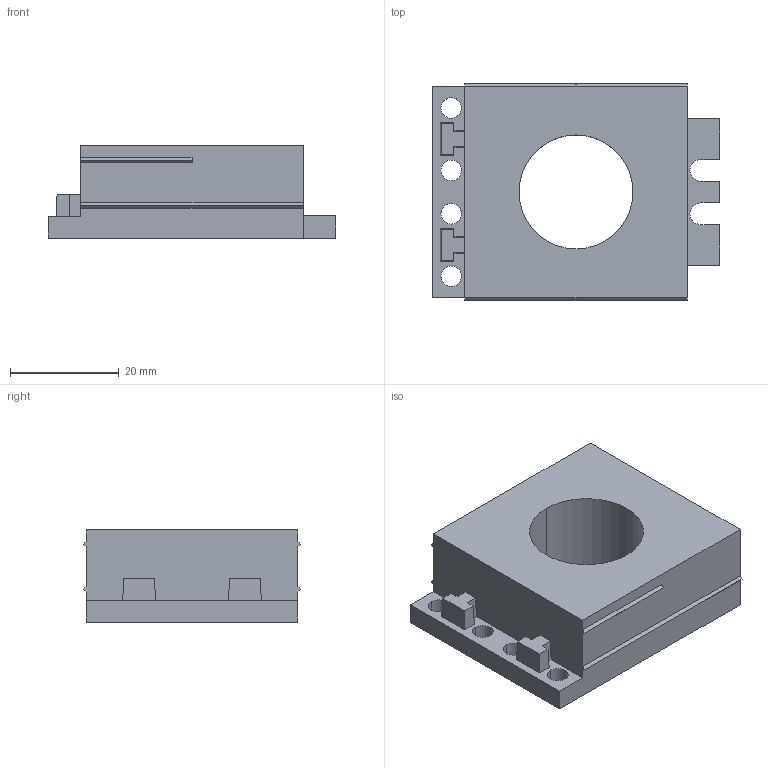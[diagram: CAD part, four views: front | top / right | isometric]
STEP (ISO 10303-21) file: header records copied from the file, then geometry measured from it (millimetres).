
FILE_DESCRIPTION(('Creo Elements/Direct Modeling STEP Export'),'2;1');
FILE_NAME('model.stp','2021-04-01T11:05:07',(''),(''),'Creo Elements/Direct Modeling STEP processor for AP214 (Solid Model)','Creo Elements/Direct Modeling 20.1D 10-Oct-2020 (C) Parametric Technology GmbH','');
FILE_SCHEMA(('AUTOMOTIVE_DESIGN { 1 0 10303 214 1 1 1 1 }'));
Length unit declared in the file: millimetre
Products named in the file (2): CES_LRG_BK_21-select
Assembly tree (1 placements, depth 2):
  CES_LRG_BK_21-select
    CES_LRG_BK_21-select
Bounding box: 53 x 40 x 17 mm (x, y, z)
Volume: 22729.1 mm3; surface area: 7815 mm2
Topology: 1 solids, 1 shells, 68 faces, 195 edges, 130 vertices
Faces by surface type: plane 57, cylinder 11
Full cylindrical faces by diameter (mm): 21 x1
Entity records: 2687 total; most frequent: ORIENTED_EDGE 390, CARTESIAN_POINT 369, DIRECTION 316, EDGE_CURVE 195, VECTOR 162, LINE 162, VERTEX_POINT 130, AXIS2_PLACEMENT_3D 77
